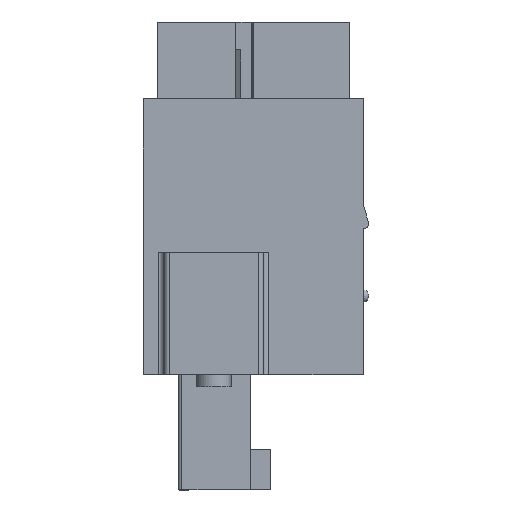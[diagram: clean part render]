
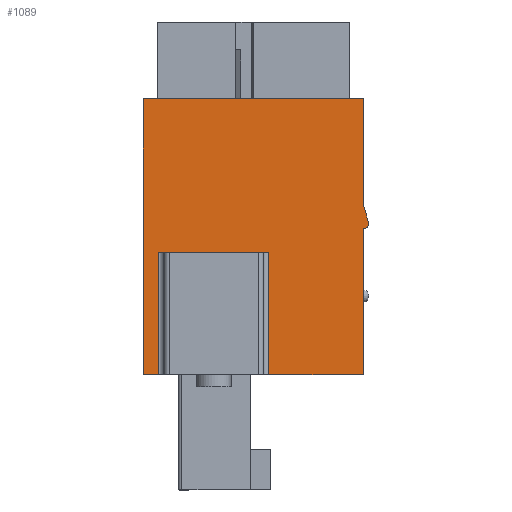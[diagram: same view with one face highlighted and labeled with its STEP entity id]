
A CAD part, left-side view. The second image highlights one B-rep face of the part: STEP entity #1089.
In plain terms, the highlighted planar face has unit normal (-1, 0, 0).
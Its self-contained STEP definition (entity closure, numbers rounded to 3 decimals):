
#1089 = ADVANCED_FACE( '', ( #2383 ), #2384, .F. );
#2383 = FACE_OUTER_BOUND( '', #3930, .T. );
#2384 = PLANE( '', #3931 );
#3930 = EDGE_LOOP( '', ( #6956, #6957, #6958, #6959, #6960, #6961, #6962, #6963, #6964, #6965, #6966 ) );
#3931 = AXIS2_PLACEMENT_3D( '', #6967, #6968, #6969 );
#6956 = ORIENTED_EDGE( '', *, *, #9804, .F. );
#6957 = ORIENTED_EDGE( '', *, *, #9992, .T. );
#6958 = ORIENTED_EDGE( '', *, *, #10031, .F. );
#6959 = ORIENTED_EDGE( '', *, *, #10602, .F. );
#6960 = ORIENTED_EDGE( '', *, *, #10603, .F. );
#6961 = ORIENTED_EDGE( '', *, *, #10123, .F. );
#6962 = ORIENTED_EDGE( '', *, *, #10157, .F. );
#6963 = ORIENTED_EDGE( '', *, *, #10604, .F. );
#6964 = ORIENTED_EDGE( '', *, *, #10319, .F. );
#6965 = ORIENTED_EDGE( '', *, *, #10021, .F. );
#6966 = ORIENTED_EDGE( '', *, *, #10605, .T. );
#6967 = CARTESIAN_POINT( '', ( -6.11, 0., 0. ) );
#6968 = DIRECTION( '', ( 1., 0., 0. ) );
#6969 = DIRECTION( '', ( 0., 0., -1. ) );
#9804 = EDGE_CURVE( '', #11964, #11966, #11967, .T. );
#9992 = EDGE_CURVE( '', #11964, #12274, #12276, .F. );
#10021 = EDGE_CURVE( '', #12318, #12320, #12321, .T. );
#10031 = EDGE_CURVE( '', #12336, #12274, #12338, .T. );
#10123 = EDGE_CURVE( '', #12494, #12496, #12497, .T. );
#10157 = EDGE_CURVE( '', #12548, #12494, #12550, .T. );
#10319 = EDGE_CURVE( '', #12320, #12794, #12795, .T. );
#10602 = EDGE_CURVE( '', #13199, #12336, #13200, .T. );
#10603 = EDGE_CURVE( '', #12496, #13199, #13201, .T. );
#10604 = EDGE_CURVE( '', #12794, #12548, #13202, .T. );
#10605 = EDGE_CURVE( '', #12318, #11966, #13203, .F. );
#11964 = VERTEX_POINT( '', #15004 );
#11966 = VERTEX_POINT( '', #15006 );
#11967 = LINE( '', #15007, #15008 );
#12274 = VERTEX_POINT( '', #15447 );
#12276 = LINE( '', #15449, #15450 );
#12318 = VERTEX_POINT( '', #15505 );
#12320 = VERTEX_POINT( '', #15507 );
#12321 = LINE( '', #15508, #15509 );
#12336 = VERTEX_POINT( '', #15529 );
#12338 = LINE( '', #15532, #15533 );
#12494 = VERTEX_POINT( '', #15753 );
#12496 = VERTEX_POINT( '', #15756 );
#12497 = LINE( '', #15757, #15758 );
#12548 = VERTEX_POINT( '', #15862 );
#12550 = LINE( '', #15865, #15866 );
#12794 = VERTEX_POINT( '', #16239 );
#12795 = LINE( '', #16240, #16241 );
#13199 = VERTEX_POINT( '', #16844 );
#13200 = LINE( '', #16845, #16846 );
#13201 = CIRCLE( '', #16847, 0.3 );
#13202 = LINE( '', #16848, #16849 );
#13203 = LINE( '', #16850, #16851 );
#15004 = CARTESIAN_POINT( '', ( -6.11, -0.875, -0.9 ) );
#15006 = CARTESIAN_POINT( '', ( -6.11, 5.425, -0.9 ) );
#15007 = CARTESIAN_POINT( '', ( -6.11, -0.575, -0.9 ) );
#15008 = VECTOR( '', #18444, 1000. );
#15447 = CARTESIAN_POINT( '', ( -6.11, -0.875, -7.9 ) );
#15449 = CARTESIAN_POINT( '', ( -6.11, -0.875, -7.9 ) );
#15450 = VECTOR( '', #18643, 1000. );
#15505 = CARTESIAN_POINT( '', ( -6.11, 5.425, -7.9 ) );
#15507 = CARTESIAN_POINT( '', ( -6.11, 6.3, -7.9 ) );
#15508 = CARTESIAN_POINT( '', ( -6.11, -6.3, -7.9 ) );
#15509 = VECTOR( '', #18684, 1000. );
#15529 = CARTESIAN_POINT( '', ( -6.11, -6.3, -7.9 ) );
#15532 = CARTESIAN_POINT( '', ( -6.11, -6.3, -7.9 ) );
#15533 = VECTOR( '', #18700, 1000. );
#15753 = CARTESIAN_POINT( '', ( -6.11, -6.3, 1.85 ) );
#15756 = CARTESIAN_POINT( '', ( -6.11, -6.589, 0.832 ) );
#15757 = CARTESIAN_POINT( '', ( -6.11, -6.3, 1.85 ) );
#15758 = VECTOR( '', #18811, 1000. );
#15862 = CARTESIAN_POINT( '', ( -6.11, -6.3, 7.9 ) );
#15865 = CARTESIAN_POINT( '', ( -6.11, -6.3, 7.9 ) );
#15866 = VECTOR( '', #18839, 1000. );
#16239 = CARTESIAN_POINT( '', ( -6.11, 6.3, 7.9 ) );
#16240 = CARTESIAN_POINT( '', ( -6.11, 6.3, -7.9 ) );
#16241 = VECTOR( '', #18968, 1000. );
#16844 = CARTESIAN_POINT( '', ( -6.11, -6.3, 0.45 ) );
#16845 = CARTESIAN_POINT( '', ( -6.11, -6.3, 7.9 ) );
#16846 = VECTOR( '', #19217, 1000. );
#16847 = AXIS2_PLACEMENT_3D( '', #19218, #19219, #19220 );
#16848 = CARTESIAN_POINT( '', ( -6.11, 6.3, 7.9 ) );
#16849 = VECTOR( '', #19221, 1000. );
#16850 = CARTESIAN_POINT( '', ( -6.11, 5.425, -0.9 ) );
#16851 = VECTOR( '', #19222, 1000. );
#18444 = DIRECTION( '', ( 0., 1., 0. ) );
#18643 = DIRECTION( '', ( 0., 0., 1. ) );
#18684 = DIRECTION( '', ( 0., 1., 0. ) );
#18700 = DIRECTION( '', ( 0., 1., 0. ) );
#18811 = DIRECTION( '', ( 0., -0.273, -0.962 ) );
#18839 = DIRECTION( '', ( 0., 0., -1. ) );
#18968 = DIRECTION( '', ( 0., 0., 1. ) );
#19217 = DIRECTION( '', ( 0., 0., -1. ) );
#19218 = CARTESIAN_POINT( '', ( -6.11, -6.3, 0.75 ) );
#19219 = DIRECTION( '', ( 1., 0., 0. ) );
#19220 = DIRECTION( '', ( 0., 1., 0. ) );
#19221 = DIRECTION( '', ( 0., -1., 0. ) );
#19222 = DIRECTION( '', ( 0., 0., -1. ) );
